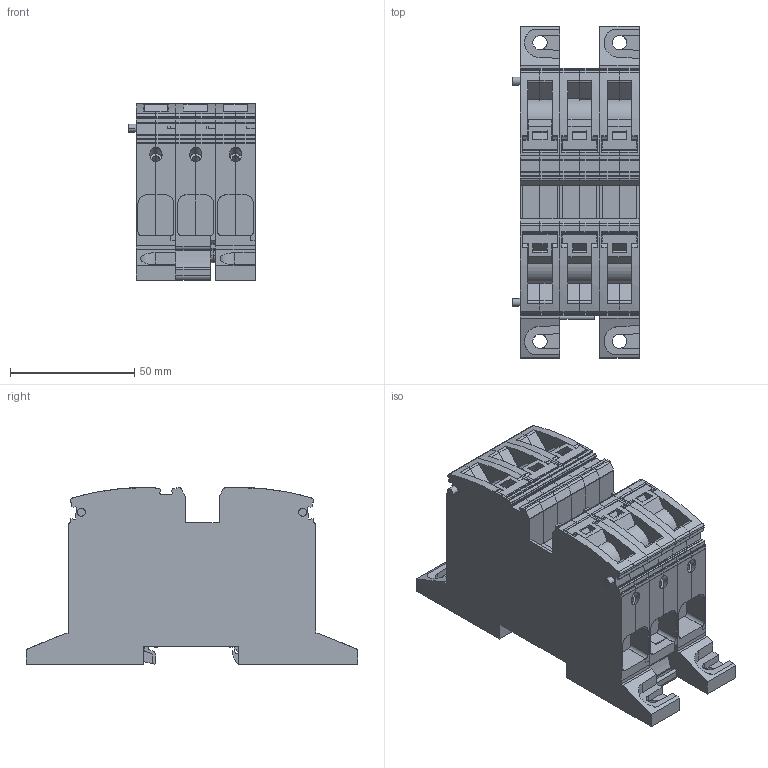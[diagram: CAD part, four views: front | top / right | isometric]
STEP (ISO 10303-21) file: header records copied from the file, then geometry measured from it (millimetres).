
FILE_DESCRIPTION(('CATIA V5R20 STEP214','CAx-IF Rec.Pracs.--- Model Styling and Organization---1.4--- 2014-01-23'),'2;1');
FILE_NAME ('303554-2_2', '2019-02-11T07:07:23+00:00', ('Weidmueller Interface'), ('Weidmueller'), 'CATIA Version 5-6 Release 2016 SP3 HF44', 'CATIA V5 STEP AP214', 'none');
FILE_SCHEMA(('AUTOMOTIVE_DESIGN { 1 0 10303 214 1 1 1 1 }'));
Products named in the file (1): 2552170000
Bounding box: 51 x 133.44 x 71.05 mm (x, y, z)
Volume: 286857.6 mm3; surface area: 110753.3 mm2
Topology: 12 solids, 18 shells, 1674 faces, 5042 edges, 3424 vertices
Faces by surface type: plane 1189, cylinder 460, extrusion 14, cone 11
Entity records: 56280 total; most frequent: CARTESIAN_POINT 12226, ORIENTED_EDGE 10084, DIRECTION 7628, EDGE_CURVE 5042, VECTOR 3896, LINE 3882, VERTEX_POINT 3424, AXIS2_PLACEMENT_3D 2315
